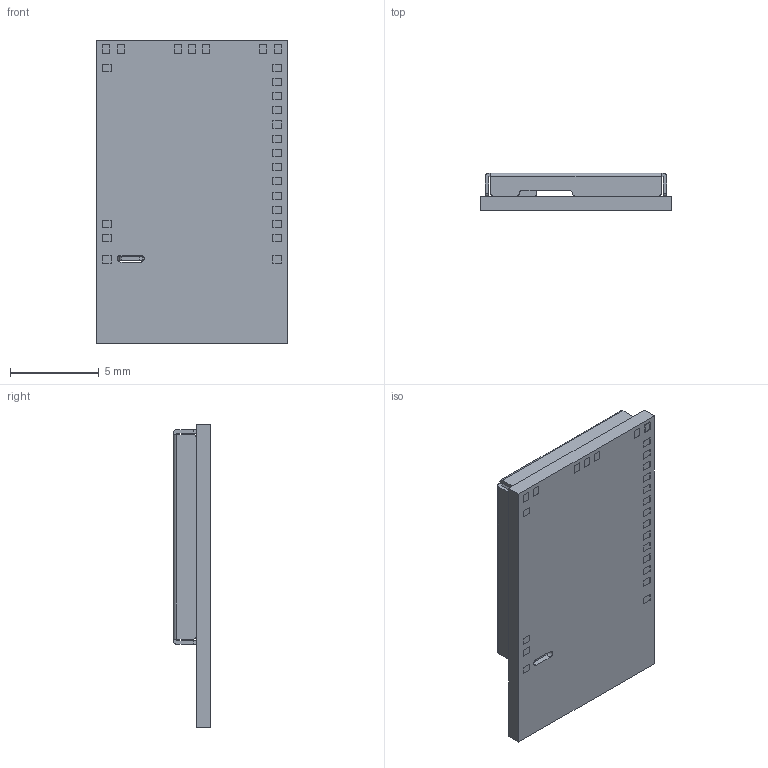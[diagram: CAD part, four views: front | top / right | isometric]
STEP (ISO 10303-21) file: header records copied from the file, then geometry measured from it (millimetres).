
FILE_DESCRIPTION((''),'2;1');
FILE_NAME('01-1-AN7002Q-P-20141014','2024-10-14T23:02:03',('Curt'),(''),'CREO PARAMETRIC BY PTC INC, 2020053','CREO PARAMETRIC BY PTC INC, 2020053','');
FILE_SCHEMA(('AUTOMOTIVE_DESIGN { 1 0 10303 214 1 1 1 1 }'));
Length unit declared in the file: millimetre
Products named in the file (1): 01-1-AN7002Q-P-20141014
Bounding box: 10.8 x 2.11 x 17.1 mm (x, y, z)
Volume: 179.5 mm3; surface area: 736.2 mm2
Topology: 1 solids, 1 shells, 185 faces, 495 edges, 330 vertices
Faces by surface type: plane 160, cylinder 25
Entity records: 6870 total; most frequent: CARTESIAN_POINT 1062, ORIENTED_EDGE 990, DIRECTION 938, EDGE_CURVE 495, VECTOR 441, LINE 441, VERTEX_POINT 330, AXIS2_PLACEMENT_3D 247
